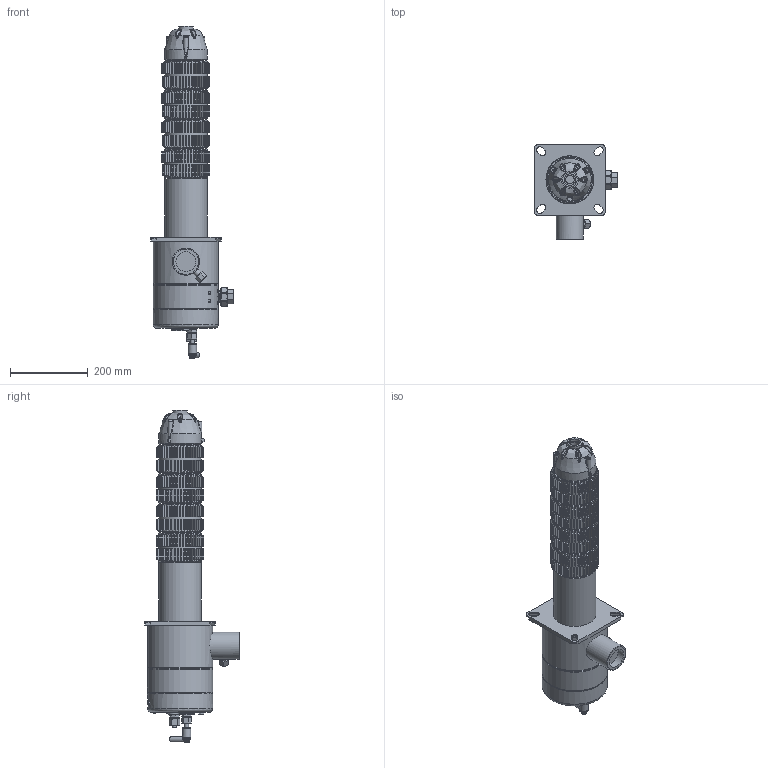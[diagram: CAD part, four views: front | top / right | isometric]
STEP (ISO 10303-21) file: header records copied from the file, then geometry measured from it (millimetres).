
FILE_DESCRIPTION(/* description */ (''),/* implementation_level */ '2;1');
FILE_NAME(/* name */ 'CAD00008953_Shrinkwrap_1.stp',/* time_stamp */ '2018-10-01T13:44:58+02:00',/* author */ ('f.preis'),/* organization */ (''),/* preprocessor_version */ 'ST-DEVELOPER v17',/* originating_system */ 'Autodesk Inventor 2019',/* authorisation */ '');
FILE_SCHEMA (('AUTOMOTIVE_DESIGN { 1 0 10303 214 3 1 1 }'));
Products named in the file (1): CAD00008953_Shrinkwrap_1
Bounding box: 213.7 x 243.5 x 855.9 mm (x, y, z)
Volume: 10633670.2 mm3; surface area: 592055.9 mm2
Topology: 2 solids, 2 shells, 3170 faces, 7994 edges, 5279 vertices
Faces by surface type: plane 1642, cylinder 627, cone 484, bspline 367, torus 38, sphere 12
Full cylindrical faces by diameter (mm): 0.5 x1, 4.5 x1, 5 x4, 6 x4, 7 x4, 8 x2, 8.376 x1, 9 x1, 10 x6, 11.4 x1, 13 x2, 14 x1, 15 x1, 15.6 x1, 16.6 x1, 17.6 x1, 21.5 x1, 21.8 x1, 22 x2, 25.9 x1, 26 x1, 29 x1, 30 x1, 30.5 x2, 38 x2, 38.9 x1, 51 x1, 65 x1, 70 x1, 88.9 x5
Entity records: 104331 total; most frequent: CARTESIAN_POINT 27807, ORIENTED_EDGE 15948, DIRECTION 14212, EDGE_CURVE 7974, VERTEX_POINT 5278, AXIS2_PLACEMENT_3D 5180, LINE 3852, VECTOR 3852
